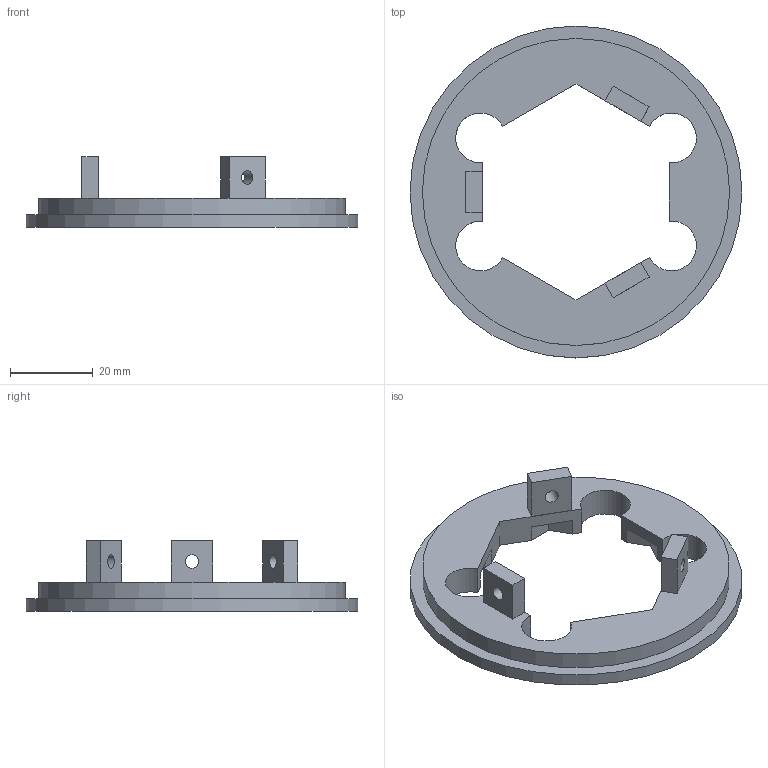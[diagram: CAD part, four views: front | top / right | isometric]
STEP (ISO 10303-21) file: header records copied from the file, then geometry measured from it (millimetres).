
FILE_DESCRIPTION(('FreeCAD Model'),'2;1');
FILE_NAME('Open CASCADE Shape Model','2024-04-22T11:58:28',('Author'),( ''),'Open CASCADE STEP processor 7.6','FreeCAD','Unknown');
FILE_SCHEMA(('AUTOMOTIVE_DESIGN { 1 0 10303 214 1 1 1 1 }'));
Length unit declared in the file: millimetre
Products named in the file (1): Body
Bounding box: 80 x 80 x 17 mm (x, y, z)
Volume: 18487.9 mm3; surface area: 10030.4 mm2
Topology: 1 solids, 1 shells, 53 faces, 141 edges, 94 vertices
Faces by surface type: plane 42, cylinder 11
Full cylindrical faces by diameter (mm): 3.25 x3, 74 x1, 80 x1
Entity records: 1675 total; most frequent: CARTESIAN_POINT 289, ORIENTED_EDGE 282, DIRECTION 271, EDGE_CURVE 141, LINE 119, VECTOR 119, VERTEX_POINT 94, AXIS2_PLACEMENT_3D 76
